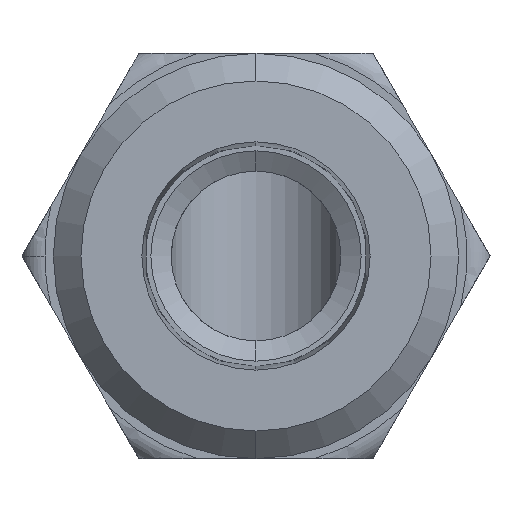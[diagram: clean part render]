
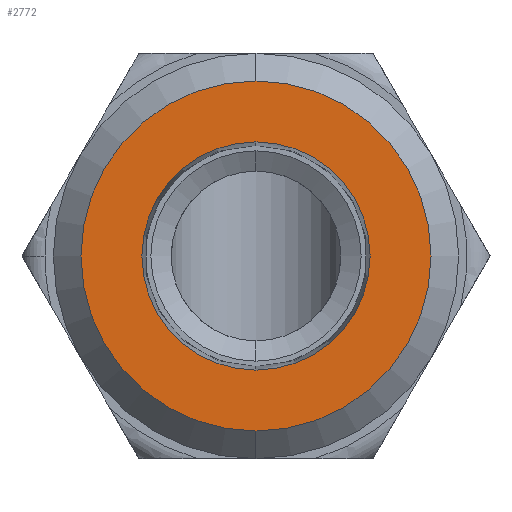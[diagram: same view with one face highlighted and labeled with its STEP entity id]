
A CAD part, front view. The second image highlights one B-rep face of the part: STEP entity #2772.
In plain terms, the highlighted planar face has unit normal (0, -1, 0).
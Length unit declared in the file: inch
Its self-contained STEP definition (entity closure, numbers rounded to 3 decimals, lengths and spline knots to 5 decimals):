
#314 = DIRECTION ( 'NONE',  ( 0., -1., 0. ) ) ;
#333 = DIRECTION ( 'NONE',  ( 0., -1., 0. ) ) ;
#383 = CARTESIAN_POINT ( 'NONE',  ( 0., -2.335, -0.95 ) ) ;
#595 = AXIS2_PLACEMENT_3D ( 'NONE', #2630, #5869, #3103 ) ;
#698 = CIRCLE ( 'NONE', #595, 0.95 ) ;
#1302 = AXIS2_PLACEMENT_3D ( 'NONE', #4728, #1925, #5197 ) ;
#1349 = DIRECTION ( 'NONE',  ( 0., -1., 0. ) ) ;
#1351 = AXIS2_PLACEMENT_3D ( 'NONE', #3095, #314, #3553 ) ;
#1355 = EDGE_CURVE ( 'NONE', #5262, #4219, #6017, .T. ) ;
#1651 = CIRCLE ( 'NONE', #1351, 0.61931 ) ;
#1770 = CIRCLE ( 'NONE', #1818, 0.61931 ) ;
#1782 = PLANE ( 'NONE',  #3102 ) ;
#1818 = AXIS2_PLACEMENT_3D ( 'NONE', #3125, #333, #3579 ) ;
#1925 = DIRECTION ( 'NONE',  ( 0., -1., 0. ) ) ;
#2368 = VERTEX_POINT ( 'NONE', #3410 ) ;
#2608 = EDGE_CURVE ( 'NONE', #5463, #2368, #1651, .T. ) ;
#2630 = CARTESIAN_POINT ( 'NONE',  ( 0., -2.335, 0. ) ) ;
#2772 = ADVANCED_FACE ( 'NONE', ( #3779, #5024 ), #1782, .T. ) ;
#3095 = CARTESIAN_POINT ( 'NONE',  ( 0., -2.335, 0. ) ) ;
#3102 = AXIS2_PLACEMENT_3D ( 'NONE', #4133, #1349, #4610 ) ;
#3103 = DIRECTION ( 'NONE',  ( 0., 0., -1. ) ) ;
#3125 = CARTESIAN_POINT ( 'NONE',  ( 0., -2.335, 0. ) ) ;
#3288 = EDGE_LOOP ( 'NONE', ( #6015, #5184 ) ) ;
#3410 = CARTESIAN_POINT ( 'NONE',  ( 0., -2.335, -0.61931 ) ) ;
#3553 = DIRECTION ( 'NONE',  ( 0., 0., -1. ) ) ;
#3579 = DIRECTION ( 'NONE',  ( 0., 0., -1. ) ) ;
#3779 = FACE_BOUND ( 'NONE', #5241, .T. ) ;
#4133 = CARTESIAN_POINT ( 'NONE',  ( 0., -2.335, 0. ) ) ;
#4219 = VERTEX_POINT ( 'NONE', #383 ) ;
#4610 = DIRECTION ( 'NONE',  ( 0., 0., -1. ) ) ;
#4691 = EDGE_CURVE ( 'NONE', #4219, #5262, #698, .T. ) ;
#4728 = CARTESIAN_POINT ( 'NONE',  ( 0., -2.335, 0. ) ) ;
#4770 = EDGE_CURVE ( 'NONE', #2368, #5463, #1770, .T. ) ;
#4973 = CARTESIAN_POINT ( 'NONE',  ( 0., -2.335, 0.95 ) ) ;
#4975 = ORIENTED_EDGE ( 'NONE', *, *, #4770, .F. ) ;
#5024 = FACE_OUTER_BOUND ( 'NONE', #3288, .T. ) ;
#5155 = CARTESIAN_POINT ( 'NONE',  ( 0., -2.335, 0.61931 ) ) ;
#5184 = ORIENTED_EDGE ( 'NONE', *, *, #1355, .T. ) ;
#5197 = DIRECTION ( 'NONE',  ( 0., 0., -1. ) ) ;
#5241 = EDGE_LOOP ( 'NONE', ( #4975, #5318 ) ) ;
#5262 = VERTEX_POINT ( 'NONE', #4973 ) ;
#5318 = ORIENTED_EDGE ( 'NONE', *, *, #2608, .F. ) ;
#5463 = VERTEX_POINT ( 'NONE', #5155 ) ;
#5869 = DIRECTION ( 'NONE',  ( 0., -1., 0. ) ) ;
#6015 = ORIENTED_EDGE ( 'NONE', *, *, #4691, .T. ) ;
#6017 = CIRCLE ( 'NONE', #1302, 0.95 ) ;
